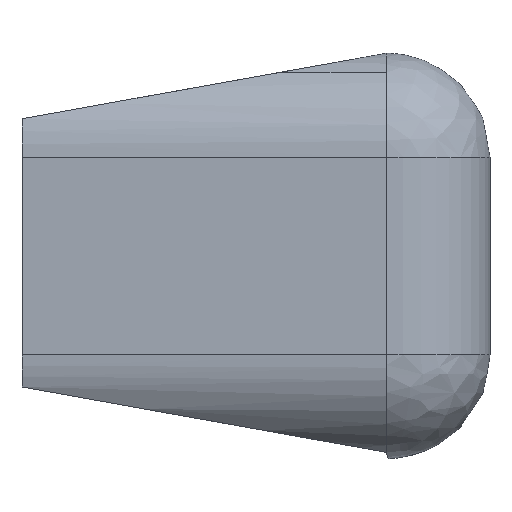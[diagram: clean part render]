
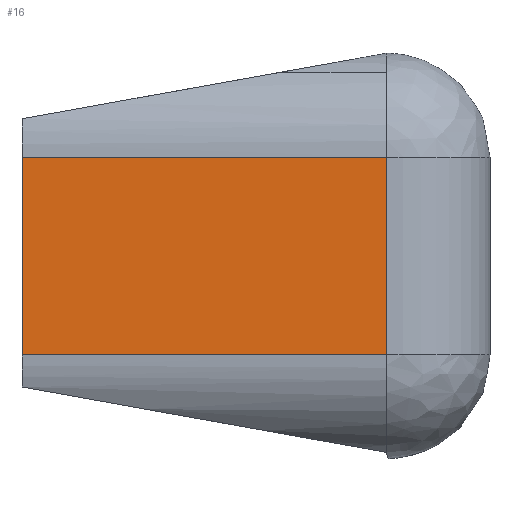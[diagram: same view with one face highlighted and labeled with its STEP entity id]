
A CAD part, front view. The second image highlights one B-rep face of the part: STEP entity #16.
In plain terms, the highlighted planar face has unit normal (0, -1, 0).
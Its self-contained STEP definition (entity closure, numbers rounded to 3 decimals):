
#16=ADVANCED_FACE('',(#35),#286,.T.);
#35=FACE_OUTER_BOUND('',#54,.T.);
#54=EDGE_LOOP('',(#77,#78,#79,#80));
#77=ORIENTED_EDGE('',*,*,#169,.F.);
#78=ORIENTED_EDGE('',*,*,#168,.F.);
#79=ORIENTED_EDGE('',*,*,#167,.T.);
#80=ORIENTED_EDGE('',*,*,#162,.T.);
#162=EDGE_CURVE('',#251,#252,#226,.T.);
#167=EDGE_CURVE('',#257,#251,#207,.T.);
#168=EDGE_CURVE('',#257,#258,#229,.T.);
#169=EDGE_CURVE('',#258,#252,#208,.T.);
#207=B_SPLINE_CURVE_WITH_KNOTS('',1,(#577,#578),.UNSPECIFIED.,.F.,.F.,(2,
2),(-11.396,0.),.UNSPECIFIED.);
#208=B_SPLINE_CURVE_WITH_KNOTS('',1,(#581,#582),.UNSPECIFIED.,.F.,.F.,(2,
2),(-11.396,0.),.UNSPECIFIED.);
#226=(
BOUNDED_CURVE()
B_SPLINE_CURVE(1,(#564,#565),.UNSPECIFIED.,.F.,.F.)
B_SPLINE_CURVE_WITH_KNOTS((2,2),(-14.,0.),.UNSPECIFIED.)
CURVE()
GEOMETRIC_REPRESENTATION_ITEM()
RATIONAL_B_SPLINE_CURVE((1.,1.))
REPRESENTATION_ITEM('')
);
#229=(
BOUNDED_CURVE()
B_SPLINE_CURVE(1,(#579,#580),.UNSPECIFIED.,.F.,.F.)
B_SPLINE_CURVE_WITH_KNOTS((2,2),(-14.,0.),.UNSPECIFIED.)
CURVE()
GEOMETRIC_REPRESENTATION_ITEM()
RATIONAL_B_SPLINE_CURVE((1.,1.))
REPRESENTATION_ITEM('')
);
#251=VERTEX_POINT('',#536);
#252=VERTEX_POINT('',#537);
#257=VERTEX_POINT('',#542);
#258=VERTEX_POINT('',#543);
#286=PLANE('',#390);
#390=AXIS2_PLACEMENT_3D('',#422,#406,$);
#406=DIRECTION('',(0.,-1.,0.));
#422=CARTESIAN_POINT('',(-34.118,-42.306,62.802));
#536=CARTESIAN_POINT('',(-55.118,-42.306,62.802));
#537=CARTESIAN_POINT('',(-34.118,-42.306,62.802));
#542=CARTESIAN_POINT('',(-55.118,-42.306,74.198));
#543=CARTESIAN_POINT('',(-34.118,-42.306,74.198));
#564=CARTESIAN_POINT('',(-55.118,-42.306,62.802));
#565=CARTESIAN_POINT('',(-34.118,-42.306,62.802));
#577=CARTESIAN_POINT('',(-55.118,-42.306,74.198));
#578=CARTESIAN_POINT('',(-55.118,-42.306,62.802));
#579=CARTESIAN_POINT('',(-55.118,-42.306,74.198));
#580=CARTESIAN_POINT('',(-34.118,-42.306,74.198));
#581=CARTESIAN_POINT('',(-34.118,-42.306,74.198));
#582=CARTESIAN_POINT('',(-34.118,-42.306,62.802));
